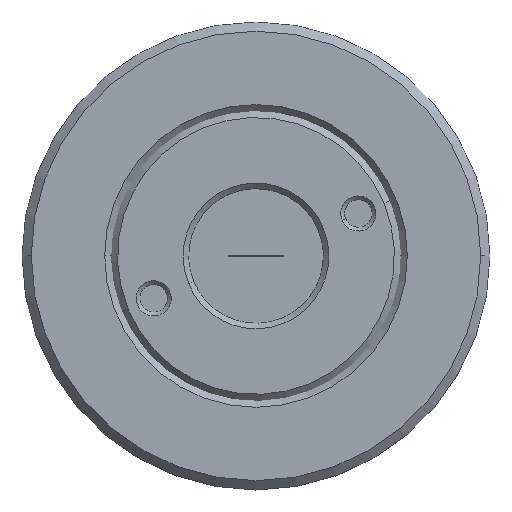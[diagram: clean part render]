
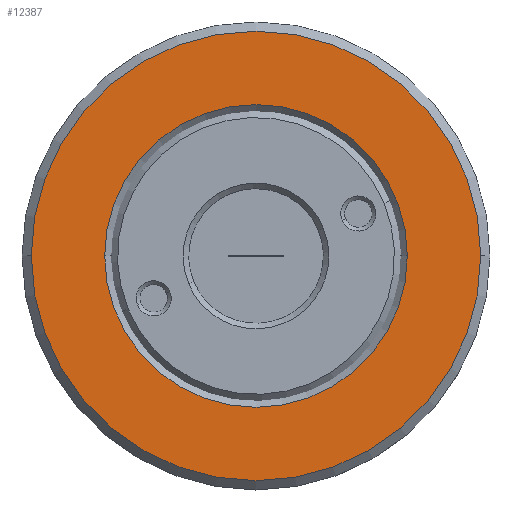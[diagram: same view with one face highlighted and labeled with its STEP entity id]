
A CAD part, top view. The second image highlights one B-rep face of the part: STEP entity #12387.
In plain terms, the highlighted planar face has unit normal (0, 0, 1).
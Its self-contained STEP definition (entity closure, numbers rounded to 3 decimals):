
#1099 = ORIENTED_EDGE ( 'NONE', *, *, #12728, .T. ) ;
#1195 = VERTEX_POINT ( 'NONE', #6635 ) ;
#1201 = CARTESIAN_POINT ( 'NONE',  ( -44.88, 2.694, 1.466 ) ) ;
#2588 = CARTESIAN_POINT ( 'NONE',  ( -48.855, 2.694, 1.466 ) ) ;
#2641 = AXIS2_PLACEMENT_3D ( 'NONE', #13817, #7580, #12580 ) ;
#2688 = CARTESIAN_POINT ( 'NONE',  ( -57.055, 2.694, 1.466 ) ) ;
#3535 = CIRCLE ( 'NONE', #6159, 12.175 ) ;
#4130 = CARTESIAN_POINT ( 'NONE',  ( -57.055, 2.694, 1.466 ) ) ;
#5292 = DIRECTION ( 'NONE',  ( 0., 0., -1. ) ) ;
#6048 = CIRCLE ( 'NONE', #12596, 8.2 ) ;
#6159 = AXIS2_PLACEMENT_3D ( 'NONE', #2688, #11357, #16231 ) ;
#6635 = CARTESIAN_POINT ( 'NONE',  ( -69.23, 2.694, 1.466 ) ) ;
#6746 = DIRECTION ( 'NONE',  ( -1., 0., 0. ) ) ;
#7443 = VERTEX_POINT ( 'NONE', #14917 ) ;
#7580 = DIRECTION ( 'NONE',  ( 0., 0., 1. ) ) ;
#7629 = CIRCLE ( 'NONE', #10236, 12.175 ) ;
#7646 = CARTESIAN_POINT ( 'NONE',  ( -57.055, 2.694, 1.466 ) ) ;
#8793 = PLANE ( 'NONE',  #2641 ) ;
#8882 = CIRCLE ( 'NONE', #14936, 8.2 ) ;
#9849 = DIRECTION ( 'NONE',  ( 1., 0., 0. ) ) ;
#9869 = FACE_BOUND ( 'NONE', #11169, .T. ) ;
#10013 = DIRECTION ( 'NONE',  ( 0., 0., -1. ) ) ;
#10112 = FACE_OUTER_BOUND ( 'NONE', #13014, .T. ) ;
#10236 = AXIS2_PLACEMENT_3D ( 'NONE', #4130, #5292, #6746 ) ;
#10798 = ORIENTED_EDGE ( 'NONE', *, *, #13694, .T. ) ;
#11139 = EDGE_CURVE ( 'NONE', #1195, #15397, #3535, .T. ) ;
#11169 = EDGE_LOOP ( 'NONE', ( #10798, #1099 ) ) ;
#11357 = DIRECTION ( 'NONE',  ( 0., 0., -1. ) ) ;
#12387 = ADVANCED_FACE ( 'NONE', ( #9869, #10112 ), #8793, .T. ) ;
#12402 = DIRECTION ( 'NONE',  ( 0., 0., -1. ) ) ;
#12555 = CARTESIAN_POINT ( 'NONE',  ( -57.055, 2.694, 1.466 ) ) ;
#12580 = DIRECTION ( 'NONE',  ( 1., 0., 0. ) ) ;
#12596 = AXIS2_PLACEMENT_3D ( 'NONE', #12555, #10013, #15032 ) ;
#12728 = EDGE_CURVE ( 'NONE', #7443, #13389, #6048, .T. ) ;
#13014 = EDGE_LOOP ( 'NONE', ( #15964, #14263 ) ) ;
#13389 = VERTEX_POINT ( 'NONE', #2588 ) ;
#13426 = EDGE_CURVE ( 'NONE', #15397, #1195, #7629, .T. ) ;
#13694 = EDGE_CURVE ( 'NONE', #13389, #7443, #8882, .T. ) ;
#13817 = CARTESIAN_POINT ( 'NONE',  ( -57.055, 2.694, 1.466 ) ) ;
#14263 = ORIENTED_EDGE ( 'NONE', *, *, #13426, .F. ) ;
#14917 = CARTESIAN_POINT ( 'NONE',  ( -65.255, 2.694, 1.466 ) ) ;
#14936 = AXIS2_PLACEMENT_3D ( 'NONE', #7646, #12402, #9849 ) ;
#15032 = DIRECTION ( 'NONE',  ( 1., 0., 0. ) ) ;
#15397 = VERTEX_POINT ( 'NONE', #1201 ) ;
#15964 = ORIENTED_EDGE ( 'NONE', *, *, #11139, .F. ) ;
#16231 = DIRECTION ( 'NONE',  ( -1., 0., 0. ) ) ;
